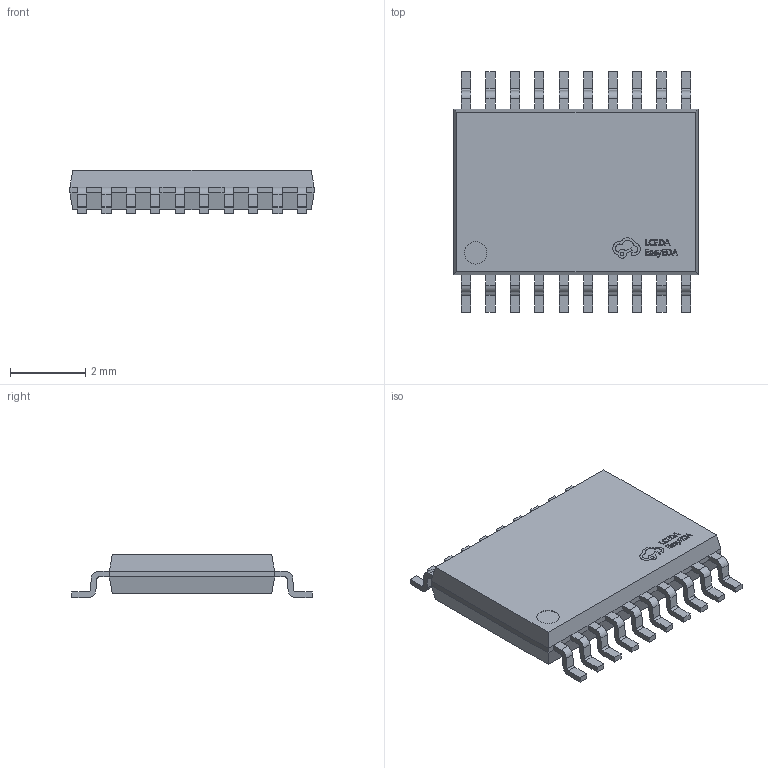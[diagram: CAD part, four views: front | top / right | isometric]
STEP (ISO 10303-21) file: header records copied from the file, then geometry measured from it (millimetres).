
FILE_DESCRIPTION (( 'STEP AP214' ), '1' );
FILE_NAME ('HTSSOP-20_L6.5-W4.4-P0.65-LS6.4-BL-EP-1.step', '2022-07-26T09:50:30', ( '' ), ( '' ), 'SwSTEP 2.0', 'SolidWorks 2020', '' );
FILE_SCHEMA (( 'AUTOMOTIVE_DESIGN' ));
Length unit declared in the file: millimetre
Products named in the file (1): HTSSOP-20_L6.5-W4.4-P0.65-LS6.4-BL-EP-1
Bounding box: 6.5 x 6.4 x 1.15 mm (x, y, z)
Volume: 30.3 mm3; surface area: 99.8 mm2
Topology: 14 solids, 14 shells, 592 faces, 1577 edges, 1022 vertices
Faces by surface type: plane 398, bspline 112, cylinder 82
Entity records: 25433 total; most frequent: CARTESIAN_POINT 5296, ORIENTED_EDGE 3154, DIRECTION 2475, EDGE_CURVE 1577, LINE 1185, VECTOR 1185, VERTEX_POINT 1022, AXIS2_PLACEMENT_3D 645
